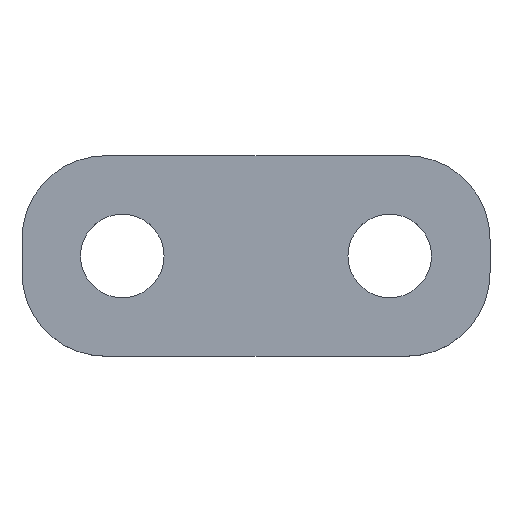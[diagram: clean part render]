
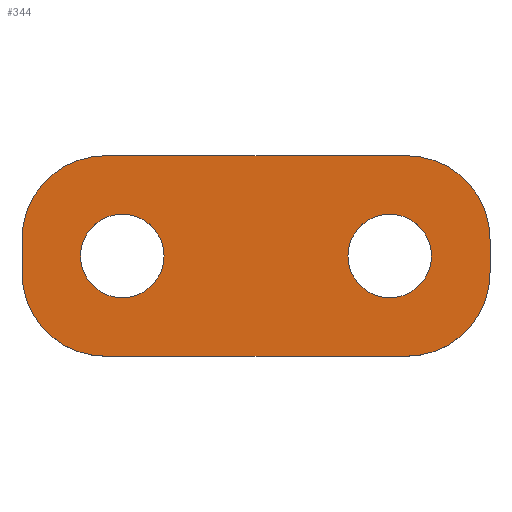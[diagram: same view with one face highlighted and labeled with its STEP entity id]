
A CAD part, top view. The second image highlights one B-rep face of the part: STEP entity #344.
In plain terms, the highlighted planar face has unit normal (0, 0, 1).
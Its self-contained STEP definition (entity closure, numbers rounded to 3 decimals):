
#17=FACE_BOUND('',#87,.T.);
#18=FACE_BOUND('',#88,.T.);
#33=CIRCLE('',#376,5.);
#34=CIRCLE('',#379,5.);
#37=CIRCLE('',#385,5.);
#38=CIRCLE('',#388,5.);
#39=CIRCLE('',#390,2.5);
#40=CIRCLE('',#392,2.5);
#64=FACE_OUTER_BOUND('',#86,.T.);
#86=EDGE_LOOP('',(#305,#306,#307,#308,#309,#310,#311,#312));
#87=EDGE_LOOP('',(#313));
#88=EDGE_LOOP('',(#314));
#108=LINE('',#557,#138);
#111=LINE('',#565,#141);
#114=LINE('',#579,#144);
#118=LINE('',#592,#148);
#138=VECTOR('',#454,10.);
#141=VECTOR('',#463,10.);
#144=VECTOR('',#478,10.);
#148=VECTOR('',#496,10.);
#165=VERTEX_POINT('',#549);
#166=VERTEX_POINT('',#551);
#167=VERTEX_POINT('',#555);
#168=VERTEX_POINT('',#559);
#169=VERTEX_POINT('',#563);
#172=VERTEX_POINT('',#572);
#173=VERTEX_POINT('',#574);
#174=VERTEX_POINT('',#578);
#175=VERTEX_POINT('',#584);
#176=VERTEX_POINT('',#588);
#202=EDGE_CURVE('',#165,#166,#33,.T.);
#205=EDGE_CURVE('',#165,#167,#108,.T.);
#207=EDGE_CURVE('',#168,#167,#34,.T.);
#209=EDGE_CURVE('',#168,#169,#111,.T.);
#213=EDGE_CURVE('',#172,#173,#37,.T.);
#215=EDGE_CURVE('',#174,#173,#114,.T.);
#217=EDGE_CURVE('',#174,#169,#38,.T.);
#218=EDGE_CURVE('',#175,#175,#39,.T.);
#220=EDGE_CURVE('',#176,#176,#40,.T.);
#222=EDGE_CURVE('',#172,#166,#118,.T.);
#305=ORIENTED_EDGE('',*,*,#202,.F.);
#306=ORIENTED_EDGE('',*,*,#205,.T.);
#307=ORIENTED_EDGE('',*,*,#207,.F.);
#308=ORIENTED_EDGE('',*,*,#209,.T.);
#309=ORIENTED_EDGE('',*,*,#217,.F.);
#310=ORIENTED_EDGE('',*,*,#215,.T.);
#311=ORIENTED_EDGE('',*,*,#213,.F.);
#312=ORIENTED_EDGE('',*,*,#222,.T.);
#313=ORIENTED_EDGE('',*,*,#218,.T.);
#314=ORIENTED_EDGE('',*,*,#220,.T.);
#324=PLANE('',#394);
#344=ADVANCED_FACE('',(#64,#17,#18),#324,.T.);
#376=AXIS2_PLACEMENT_3D('',#552,#448,#449);
#379=AXIS2_PLACEMENT_3D('',#561,#458,#459);
#385=AXIS2_PLACEMENT_3D('',#575,#473,#474);
#388=AXIS2_PLACEMENT_3D('',#582,#482,#483);
#390=AXIS2_PLACEMENT_3D('',#585,#486,#487);
#392=AXIS2_PLACEMENT_3D('',#589,#491,#492);
#394=AXIS2_PLACEMENT_3D('',#593,#497,#498);
#448=DIRECTION('center_axis',(0.,0.,-1.));
#449=DIRECTION('ref_axis',(0.707,-0.707,0.));
#454=DIRECTION('',(0.,1.,0.));
#458=DIRECTION('center_axis',(0.,0.,-1.));
#459=DIRECTION('ref_axis',(0.707,0.707,0.));
#463=DIRECTION('',(-1.,0.,0.));
#473=DIRECTION('center_axis',(0.,0.,-1.));
#474=DIRECTION('ref_axis',(-0.707,-0.707,0.));
#478=DIRECTION('',(0.,-1.,0.));
#482=DIRECTION('center_axis',(0.,0.,-1.));
#483=DIRECTION('ref_axis',(-0.707,0.707,0.));
#486=DIRECTION('center_axis',(0.,0.,-1.));
#487=DIRECTION('ref_axis',(1.,0.,0.));
#491=DIRECTION('center_axis',(0.,0.,-1.));
#492=DIRECTION('ref_axis',(1.,0.,0.));
#496=DIRECTION('',(1.,0.,0.));
#497=DIRECTION('center_axis',(0.,0.,1.));
#498=DIRECTION('ref_axis',(1.,0.,0.));
#549=CARTESIAN_POINT('',(28.,5.,2.));
#551=CARTESIAN_POINT('',(23.,0.,2.));
#552=CARTESIAN_POINT('Origin',(23.,5.,2.));
#555=CARTESIAN_POINT('',(28.,7.,2.));
#557=CARTESIAN_POINT('',(28.,0.,2.));
#559=CARTESIAN_POINT('',(23.,12.,2.));
#561=CARTESIAN_POINT('Origin',(23.,7.,2.));
#563=CARTESIAN_POINT('',(5.,12.,2.));
#565=CARTESIAN_POINT('',(28.,12.,2.));
#572=CARTESIAN_POINT('',(5.,0.,2.));
#574=CARTESIAN_POINT('',(0.,5.,2.));
#575=CARTESIAN_POINT('Origin',(5.,5.,2.));
#578=CARTESIAN_POINT('',(0.,7.,2.));
#579=CARTESIAN_POINT('',(0.,12.,2.));
#582=CARTESIAN_POINT('Origin',(5.,7.,2.));
#584=CARTESIAN_POINT('',(3.5,6.,2.));
#585=CARTESIAN_POINT('Origin',(6.,6.,2.));
#588=CARTESIAN_POINT('',(19.5,6.,2.));
#589=CARTESIAN_POINT('Origin',(22.,6.,2.));
#592=CARTESIAN_POINT('',(0.,0.,2.));
#593=CARTESIAN_POINT('Origin',(14.,6.,2.));
